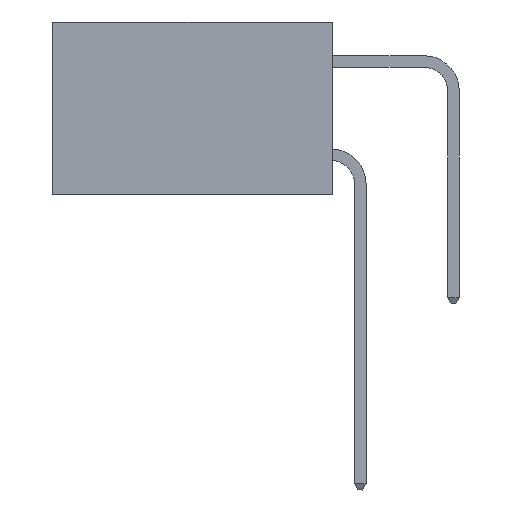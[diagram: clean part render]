
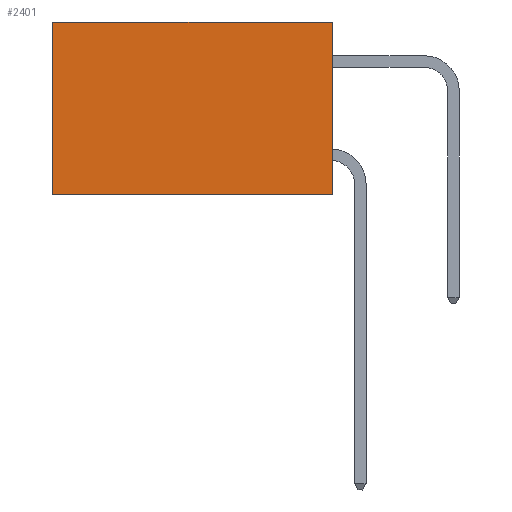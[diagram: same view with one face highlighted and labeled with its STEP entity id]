
A CAD part, left-side view. The second image highlights one B-rep face of the part: STEP entity #2401.
In plain terms, the highlighted planar face has unit normal (-1, 0, 0).
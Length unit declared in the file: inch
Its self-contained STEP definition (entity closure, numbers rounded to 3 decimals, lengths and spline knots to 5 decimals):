
#141 = DIRECTION ( 'NONE',  ( 0., 1., 0. ) ) ;
#232 = FACE_OUTER_BOUND ( 'NONE', #7002, .T. ) ;
#767 = CARTESIAN_POINT ( 'NONE',  ( 0.298, 0.6, 0. ) ) ;
#1367 = CARTESIAN_POINT ( 'NONE',  ( 0.298, 0., 0. ) ) ;
#2031 = LINE ( 'NONE', #9362, #7256 ) ;
#2230 = CARTESIAN_POINT ( 'NONE',  ( 0.298, 0., 0. ) ) ;
#2401 = ADVANCED_FACE ( 'NONE', ( #232 ), #13037, .F. ) ;
#2824 = EDGE_CURVE ( 'NONE', #11356, #12054, #2031, .T. ) ;
#2922 = CARTESIAN_POINT ( 'NONE',  ( 0.298, 0.6, 0. ) ) ;
#3117 = VERTEX_POINT ( 'NONE', #2922 ) ;
#3237 = VERTEX_POINT ( 'NONE', #12132 ) ;
#3362 = DIRECTION ( 'NONE',  ( 0., 0., -1. ) ) ;
#3449 = LINE ( 'NONE', #767, #8906 ) ;
#4084 = DIRECTION ( 'NONE',  ( 0., 0., -1. ) ) ;
#4313 = ORIENTED_EDGE ( 'NONE', *, *, #11814, .F. ) ;
#4653 = ORIENTED_EDGE ( 'NONE', *, *, #12787, .T. ) ;
#4955 = DIRECTION ( 'NONE',  ( 1., 0., 0. ) ) ;
#7002 = EDGE_LOOP ( 'NONE', ( #8258, #11671, #4313, #4653 ) ) ;
#7256 = VECTOR ( 'NONE', #141, 39.37008 ) ;
#7364 = LINE ( 'NONE', #11470, #12327 ) ;
#7674 = DIRECTION ( 'NONE',  ( 0., 0., -1. ) ) ;
#7853 = EDGE_CURVE ( 'NONE', #3117, #12054, #3449, .T. ) ;
#8258 = ORIENTED_EDGE ( 'NONE', *, *, #7853, .T. ) ;
#8906 = VECTOR ( 'NONE', #4084, 39.37008 ) ;
#9362 = CARTESIAN_POINT ( 'NONE',  ( 0.298, 0., -0.37 ) ) ;
#9440 = VECTOR ( 'NONE', #3362, 39.37008 ) ;
#9446 = AXIS2_PLACEMENT_3D ( 'NONE', #1367, #4955, #7674 ) ;
#10251 = CARTESIAN_POINT ( 'NONE',  ( 0.298, 0., -0.37 ) ) ;
#11356 = VERTEX_POINT ( 'NONE', #10251 ) ;
#11470 = CARTESIAN_POINT ( 'NONE',  ( 0.298, 0., 0. ) ) ;
#11671 = ORIENTED_EDGE ( 'NONE', *, *, #2824, .F. ) ;
#11814 = EDGE_CURVE ( 'NONE', #3237, #11356, #12279, .T. ) ;
#12054 = VERTEX_POINT ( 'NONE', #13387 ) ;
#12132 = CARTESIAN_POINT ( 'NONE',  ( 0.298, 0., 0. ) ) ;
#12279 = LINE ( 'NONE', #2230, #9440 ) ;
#12327 = VECTOR ( 'NONE', #12522, 39.37008 ) ;
#12522 = DIRECTION ( 'NONE',  ( 0., 1., 0. ) ) ;
#12787 = EDGE_CURVE ( 'NONE', #3237, #3117, #7364, .T. ) ;
#13037 = PLANE ( 'NONE',  #9446 ) ;
#13387 = CARTESIAN_POINT ( 'NONE',  ( 0.298, 0.6, -0.37 ) ) ;
